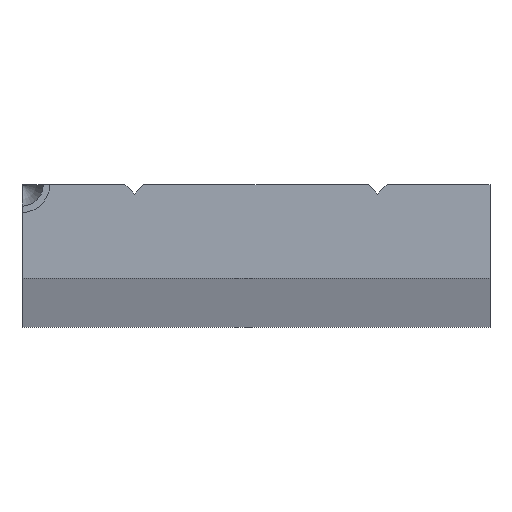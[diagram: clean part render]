
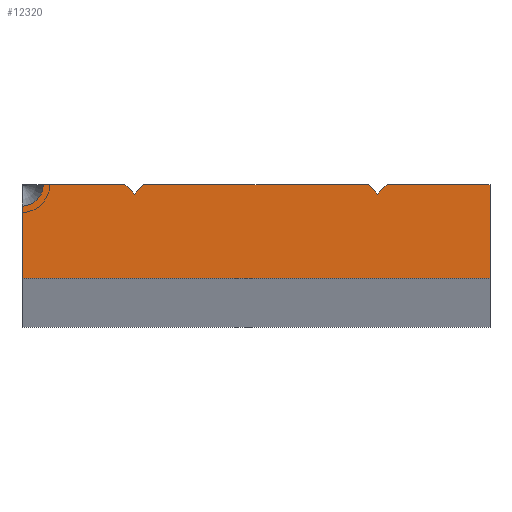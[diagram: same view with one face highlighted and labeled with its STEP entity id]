
A CAD part, top view. The second image highlights one B-rep face of the part: STEP entity #12320.
In plain terms, the highlighted planar face has unit normal (0, 0, 1).
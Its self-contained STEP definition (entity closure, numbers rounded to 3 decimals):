
#165 = LINE ( 'NONE', #13040, #11484 ) ;
#310 = ORIENTED_EDGE ( 'NONE', *, *, #11306, .T. ) ;
#338 = EDGE_CURVE ( 'NONE', #5265, #8399, #8449, .T. ) ;
#456 = EDGE_CURVE ( 'NONE', #10313, #11586, #8878, .T. ) ;
#483 = VERTEX_POINT ( 'NONE', #12407 ) ;
#809 = CARTESIAN_POINT ( 'NONE',  ( -13., 4., 1500. ) ) ;
#1238 = DIRECTION ( 'NONE',  ( 0.707, -0.707, 0. ) ) ;
#1273 = DIRECTION ( 'NONE',  ( -1., 0., 0. ) ) ;
#1683 = CARTESIAN_POINT ( 'NONE',  ( -14., 5., 1500. ) ) ;
#1880 = VECTOR ( 'NONE', #10869, 1000. ) ;
#2284 = CARTESIAN_POINT ( 'NONE',  ( 12., 5., 1500. ) ) ;
#2366 = CARTESIAN_POINT ( 'NONE',  ( -25., 5., 1500. ) ) ;
#2995 = LINE ( 'NONE', #9212, #5189 ) ;
#3389 = LINE ( 'NONE', #8888, #14100 ) ;
#3475 = DIRECTION ( 'NONE',  ( -1., 0., 0. ) ) ;
#3562 = DIRECTION ( 'NONE',  ( -1., 0., 0. ) ) ;
#4001 = ORIENTED_EDGE ( 'NONE', *, *, #338, .T. ) ;
#4083 = VECTOR ( 'NONE', #1238, 1000. ) ;
#4722 = EDGE_LOOP ( 'NONE', ( #13775, #15789, #14306, #310, #16560, #15920, #10666, #4001, #12008, #5244, #8000 ) ) ;
#5043 = FACE_OUTER_BOUND ( 'NONE', #4722, .T. ) ;
#5099 = CARTESIAN_POINT ( 'NONE',  ( 25., 5., 1500. ) ) ;
#5189 = VECTOR ( 'NONE', #3475, 1000. ) ;
#5244 = ORIENTED_EDGE ( 'NONE', *, *, #456, .F. ) ;
#5265 = VERTEX_POINT ( 'NONE', #10738 ) ;
#5519 = PLANE ( 'NONE',  #14979 ) ;
#6414 = CARTESIAN_POINT ( 'NONE',  ( -13., 4., 1500. ) ) ;
#6555 = CARTESIAN_POINT ( 'NONE',  ( -25., 5., 1500. ) ) ;
#6579 = DIRECTION ( 'NONE',  ( -1., 0., 0. ) ) ;
#6627 = EDGE_CURVE ( 'NONE', #483, #14437, #14823, .T. ) ;
#6675 = VERTEX_POINT ( 'NONE', #12496 ) ;
#6824 = CARTESIAN_POINT ( 'NONE',  ( -25., 5., 1500. ) ) ;
#7081 = CARTESIAN_POINT ( 'NONE',  ( -25., -5., 1500. ) ) ;
#7351 = VECTOR ( 'NONE', #6579, 1000. ) ;
#7809 = LINE ( 'NONE', #9577, #4083 ) ;
#8000 = ORIENTED_EDGE ( 'NONE', *, *, #8778, .F. ) ;
#8026 = VERTEX_POINT ( 'NONE', #809 ) ;
#8226 = DIRECTION ( 'NONE',  ( -1., 0., 0. ) ) ;
#8232 = DIRECTION ( 'NONE',  ( 0., -1., 0. ) ) ;
#8370 = LINE ( 'NONE', #6555, #13337 ) ;
#8399 = VERTEX_POINT ( 'NONE', #5099 ) ;
#8449 = LINE ( 'NONE', #14721, #15217 ) ;
#8778 = EDGE_CURVE ( 'NONE', #17308, #10313, #7809, .T. ) ;
#8878 = LINE ( 'NONE', #16363, #1880 ) ;
#8888 = CARTESIAN_POINT ( 'NONE',  ( -25., -5., 1500. ) ) ;
#9212 = CARTESIAN_POINT ( 'NONE',  ( -25., 5., 1500. ) ) ;
#9271 = LINE ( 'NONE', #6414, #11466 ) ;
#9529 = EDGE_CURVE ( 'NONE', #14725, #8026, #165, .T. ) ;
#9577 = CARTESIAN_POINT ( 'NONE',  ( 13., 4., 1500. ) ) ;
#10313 = VERTEX_POINT ( 'NONE', #13119 ) ;
#10333 = EDGE_CURVE ( 'NONE', #8026, #6675, #9271, .T. ) ;
#10666 = ORIENTED_EDGE ( 'NONE', *, *, #17027, .T. ) ;
#10738 = CARTESIAN_POINT ( 'NONE',  ( 25., -5., 1500. ) ) ;
#10869 = DIRECTION ( 'NONE',  ( 0.707, 0.707, 0. ) ) ;
#10949 = EDGE_CURVE ( 'NONE', #483, #16985, #18026, .T. ) ;
#11078 = CARTESIAN_POINT ( 'NONE',  ( -25., -5., 1500. ) ) ;
#11306 = EDGE_CURVE ( 'NONE', #14725, #14437, #8370, .T. ) ;
#11466 = VECTOR ( 'NONE', #16149, 1000. ) ;
#11484 = VECTOR ( 'NONE', #14315, 1000. ) ;
#11586 = VERTEX_POINT ( 'NONE', #11675 ) ;
#11675 = CARTESIAN_POINT ( 'NONE',  ( 14., 5., 1500. ) ) ;
#11701 = DIRECTION ( 'NONE',  ( 1., 0., 0. ) ) ;
#12008 = ORIENTED_EDGE ( 'NONE', *, *, #15372, .T. ) ;
#12127 = CARTESIAN_POINT ( 'NONE',  ( -22.702, 5., 1500. ) ) ;
#12320 = ADVANCED_FACE ( 'NONE', ( #5043 ), #5519, .F. ) ;
#12407 = CARTESIAN_POINT ( 'NONE',  ( -25., 2.702, 1500. ) ) ;
#12428 = AXIS2_PLACEMENT_3D ( 'NONE', #6824, #15106, #1273 ) ;
#12496 = CARTESIAN_POINT ( 'NONE',  ( -12., 5., 1500. ) ) ;
#13040 = CARTESIAN_POINT ( 'NONE',  ( -14., 5., 1500. ) ) ;
#13119 = CARTESIAN_POINT ( 'NONE',  ( 13., 4., 1500. ) ) ;
#13337 = VECTOR ( 'NONE', #3562, 1000. ) ;
#13499 = DIRECTION ( 'NONE',  ( 0., 1., 0. ) ) ;
#13759 = DIRECTION ( 'NONE',  ( 0., 0., -1. ) ) ;
#13775 = ORIENTED_EDGE ( 'NONE', *, *, #16828, .T. ) ;
#13880 = CARTESIAN_POINT ( 'NONE',  ( 0., 0., 1500. ) ) ;
#14100 = VECTOR ( 'NONE', #11701, 1000. ) ;
#14280 = VECTOR ( 'NONE', #8232, 1000. ) ;
#14306 = ORIENTED_EDGE ( 'NONE', *, *, #9529, .F. ) ;
#14315 = DIRECTION ( 'NONE',  ( 0.707, -0.707, 0. ) ) ;
#14437 = VERTEX_POINT ( 'NONE', #12127 ) ;
#14721 = CARTESIAN_POINT ( 'NONE',  ( 25., -5., 1500. ) ) ;
#14725 = VERTEX_POINT ( 'NONE', #1683 ) ;
#14823 = CIRCLE ( 'NONE', #12428, 2.298 ) ;
#14979 = AXIS2_PLACEMENT_3D ( 'NONE', #13880, #13759, #8226 ) ;
#15106 = DIRECTION ( 'NONE',  ( 0., 0., 1. ) ) ;
#15217 = VECTOR ( 'NONE', #13499, 1000. ) ;
#15372 = EDGE_CURVE ( 'NONE', #8399, #11586, #2995, .T. ) ;
#15789 = ORIENTED_EDGE ( 'NONE', *, *, #10333, .F. ) ;
#15920 = ORIENTED_EDGE ( 'NONE', *, *, #10949, .T. ) ;
#16149 = DIRECTION ( 'NONE',  ( 0.707, 0.707, 0. ) ) ;
#16363 = CARTESIAN_POINT ( 'NONE',  ( 14., 5., 1500. ) ) ;
#16560 = ORIENTED_EDGE ( 'NONE', *, *, #6627, .F. ) ;
#16828 = EDGE_CURVE ( 'NONE', #17308, #6675, #17404, .T. ) ;
#16985 = VERTEX_POINT ( 'NONE', #7081 ) ;
#17027 = EDGE_CURVE ( 'NONE', #16985, #5265, #3389, .T. ) ;
#17308 = VERTEX_POINT ( 'NONE', #2284 ) ;
#17404 = LINE ( 'NONE', #2366, #7351 ) ;
#18026 = LINE ( 'NONE', #11078, #14280 ) ;
